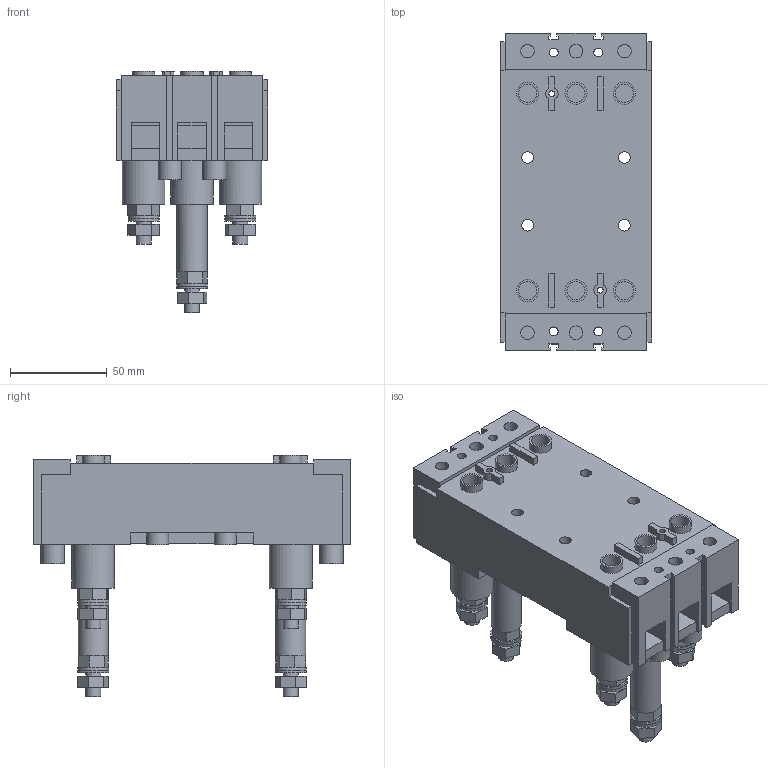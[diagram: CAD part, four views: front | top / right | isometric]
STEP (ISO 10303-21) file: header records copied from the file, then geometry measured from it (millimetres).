
FILE_DESCRIPTION (( 'STEP AP214' ), '1' );
FILE_NAME ('ﾏﾌ1_ﾏ-32.STEP', '2018-06-13T11:11:42', ( 'AutoBVT' ), ( 'Microsoft' ), 'SwSTEP 2.0', 'SolidWorks 2014', '' );
FILE_SCHEMA (( 'AUTOMOTIVE_DESIGN' ));
Length unit declared in the file: millimetre
Products named in the file (1): ﾏﾌ1_ﾏ-32
Bounding box: 78.2 x 164 x 124.5 mm (x, y, z)
Volume: 551921 mm3; surface area: 96199.6 mm2
Topology: 1 solids, 2 shells, 465 faces, 1116 edges, 715 vertices
Faces by surface type: plane 389, cylinder 76
Full cylindrical faces by diameter (mm): 3 x2, 3.005 x2, 4.5 x4, 6 x4, 7 x6, 7.7 x12, 9.4 x6, 11.4 x10, 12 x4, 15.5 x2, 16 x6, 16.1 x6, 22 x6
Entity records: 12783 total; most frequent: DIRECTION 2193, CARTESIAN_POINT 2165, ORIENTED_EDGE 2030, EDGE_CURVE 1015, LINE 769, VECTOR 769, AXIS2_PLACEMENT_3D 712, VERTEX_POINT 684
